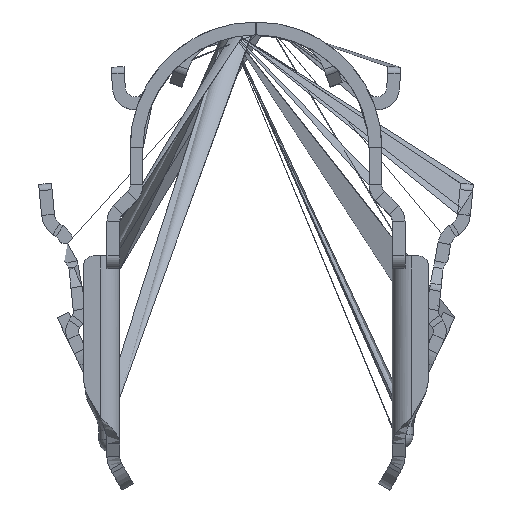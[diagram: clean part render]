
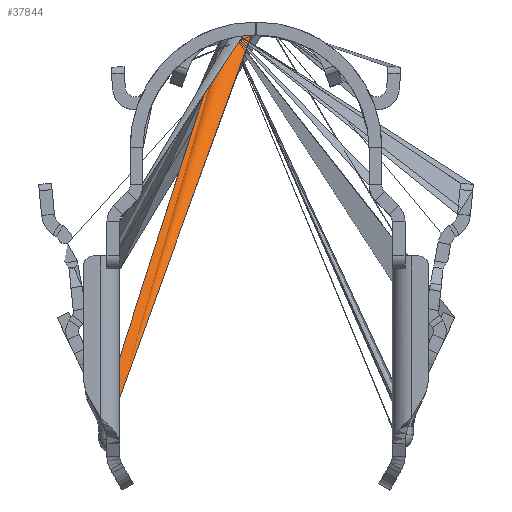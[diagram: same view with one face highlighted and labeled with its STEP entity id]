
A CAD part, top view. The second image highlights one B-rep face of the part: STEP entity #37844.
In plain terms, the highlighted planar face has unit normal (0, 0.5, -0.866).
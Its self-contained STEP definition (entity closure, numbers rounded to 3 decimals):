
#153 = AXIS2_PLACEMENT_3D ( 'NONE', #24990, #1123, #5480 ) ;
#1123 = DIRECTION ( 'NONE',  ( 0., -0.5, 0.866 ) ) ;
#1822 = CARTESIAN_POINT ( 'NONE',  ( -1.455, 0.894, -13.891 ) ) ;
#2077 = CARTESIAN_POINT ( 'NONE',  ( -2.346, 0.718, -11.689 ) ) ;
#3215 = CARTESIAN_POINT ( 'NONE',  ( -11.603, -27.492, 5.15 ) ) ;
#4461 = VERTEX_POINT ( 'NONE', #25346 ) ;
#5171 = CARTESIAN_POINT ( 'NONE',  ( -1.201, 0.928, -14.064 ) ) ;
#5480 = DIRECTION ( 'NONE',  ( 0., 0.866, 0.5 ) ) ;
#5671 = CARTESIAN_POINT ( 'NONE',  ( -0.329, 1., -14.382 ) ) ;
#5926 = CARTESIAN_POINT ( 'NONE',  ( -0.013, 1., -14.384 ) ) ;
#9026 = CARTESIAN_POINT ( 'NONE',  ( -2.287, 0.732, -11.382 ) ) ;
#9448 = EDGE_LOOP ( 'NONE', ( #15302, #30406, #22198, #23791 ) ) ;
#9725 = VECTOR ( 'NONE', #29343, 1000. ) ;
#10554 = CARTESIAN_POINT ( 'NONE',  ( -0.628, 0.982, -9.695 ) ) ;
#10793 = FACE_OUTER_BOUND ( 'NONE', #9448, .T. ) ;
#12866 = CARTESIAN_POINT ( 'NONE',  ( -0.63, 0.985, -14.321 ) ) ;
#14140 = CARTESIAN_POINT ( 'NONE',  ( -0.013, 1., -9.616 ) ) ;
#14643 = CARTESIAN_POINT ( 'NONE',  ( -1.455, 0.894, -10.109 ) ) ;
#15302 = ORIENTED_EDGE ( 'NONE', *, *, #25863, .F. ) ;
#15981 = EDGE_CURVE ( 'NONE', #49615, #50484, #18228, .T. ) ;
#16599 = CARTESIAN_POINT ( 'NONE',  ( -11.603, -30.957, 3.15 ) ) ;
#17076 = VECTOR ( 'NONE', #27334, 1000. ) ;
#17379 = VECTOR ( 'NONE', #21592, 1000. ) ;
#17474 = CARTESIAN_POINT ( 'NONE',  ( -1.899, 0.819, -13.459 ) ) ;
#18228 = B_SPLINE_CURVE_WITH_KNOTS ( 'NONE', 3,
 ( #5926, #5671, #12866, #36446, #5171, #1822, #21315, #17474, #25436, #28515, #44144, #37204, #2077, #9026, #18733, #50011, #41549, #49503, #14643, #18480, #37712, #33364, #10554, #22086, #48993, #14140 ),
 .UNSPECIFIED., .F., .F.,
 ( 4, 2, 2, 2, 2, 2, 2, 2, 2, 2, 2, 2, 4 ),
 ( 0., 0.125, 0.188, 0.25, 0.375, 0.5, 0.562, 0.625, 0.75, 0.812, 0.875, 0.938, 1. ),
 .UNSPECIFIED. ) ;
#18480 = CARTESIAN_POINT ( 'NONE',  ( -1.197, 0.929, -9.934 ) ) ;
#18733 = CARTESIAN_POINT ( 'NONE',  ( -2.243, 0.743, -11.233 ) ) ;
#19230 = LINE ( 'NONE', #37278, #9725 ) ;
#21315 = CARTESIAN_POINT ( 'NONE',  ( -1.574, 0.875, -13.792 ) ) ;
#21592 = DIRECTION ( 'NONE',  ( 1., 0., 0. ) ) ;
#22086 = CARTESIAN_POINT ( 'NONE',  ( -0.322, 0.996, -9.633 ) ) ;
#22198 = ORIENTED_EDGE ( 'NONE', *, *, #34650, .T. ) ;
#23266 = CARTESIAN_POINT ( 'NONE',  ( -10.603, -28.188, 4.748 ) ) ;
#23791 = ORIENTED_EDGE ( 'NONE', *, *, #26160, .F. ) ;
#24990 = CARTESIAN_POINT ( 'NONE',  ( -11.603, -27.492, 5.15 ) ) ;
#25346 = CARTESIAN_POINT ( 'NONE',  ( -11.603, -28.188, 4.748 ) ) ;
#25436 = CARTESIAN_POINT ( 'NONE',  ( -2.07, 0.782, -13.197 ) ) ;
#25675 = CARTESIAN_POINT ( 'NONE',  ( -0.013, 1., -9.616 ) ) ;
#25863 = EDGE_CURVE ( 'NONE', #4461, #27643, #30658, .T. ) ;
#26160 = EDGE_CURVE ( 'NONE', #27643, #36062, #19230, .T. ) ;
#27334 = DIRECTION ( 'NONE',  ( 0., -0.866, -0.5 ) ) ;
#27643 = VERTEX_POINT ( 'NONE', #16599 ) ;
#28515 = CARTESIAN_POINT ( 'NONE',  ( -2.301, 0.729, -12.621 ) ) ;
#29115 = CARTESIAN_POINT ( 'NONE',  ( -0.013, 1., -14.384 ) ) ;
#29343 = DIRECTION ( 'NONE',  ( 1., 0., 0. ) ) ;
#30406 = ORIENTED_EDGE ( 'NONE', *, *, #35392, .T. ) ;
#30658 = LINE ( 'NONE', #3215, #17076 ) ;
#32325 = CARTESIAN_POINT ( 'NONE',  ( -10.603, -30.957, 3.15 ) ) ;
#33364 = CARTESIAN_POINT ( 'NONE',  ( -0.776, 0.971, -9.74 ) ) ;
#34650 = ORIENTED_EDGE ( 'NONE', *, *, #15981, .T. ) ;
#35392 = EDGE_CURVE ( 'NONE', #4461, #40038, #41072, .T. ) ;
#36062 = VERTEX_POINT ( 'NONE', #32325 ) ;
#36446 = CARTESIAN_POINT ( 'NONE',  ( -1.065, 0.944, -14.138 ) ) ;
#37204 = CARTESIAN_POINT ( 'NONE',  ( -2.361, 0.714, -11.843 ) ) ;
#37278 = CARTESIAN_POINT ( 'NONE',  ( -11.603, -30.957, 3.15 ) ) ;
#37712 = CARTESIAN_POINT ( 'NONE',  ( -1.061, 0.945, -9.861 ) ) ;
#37844 = ADVANCED_FACE ( 'NONE', ( #10793 ), #45905, .F. ) ;
#40038 = VERTEX_POINT ( 'NONE', #23266 ) ;
#40817 = CARTESIAN_POINT ( 'NONE',  ( -10.603, -28.188, 4.748 ) ) ;
#41072 = LINE ( 'NONE', #40817, #17379 ) ;
#41549 = CARTESIAN_POINT ( 'NONE',  ( -1.898, 0.819, -10.538 ) ) ;
#44144 = CARTESIAN_POINT ( 'NONE',  ( -2.361, 0.714, -12.311 ) ) ;
#45905 = PLANE ( 'NONE',  #153 ) ;
#48993 = CARTESIAN_POINT ( 'NONE',  ( -0.168, 1., -9.617 ) ) ;
#49503 = CARTESIAN_POINT ( 'NONE',  ( -1.573, 0.875, -10.208 ) ) ;
#49615 = VERTEX_POINT ( 'NONE', #29115 ) ;
#50011 = CARTESIAN_POINT ( 'NONE',  ( -2.069, 0.782, -10.803 ) ) ;
#50484 = VERTEX_POINT ( 'NONE', #25675 ) ;
